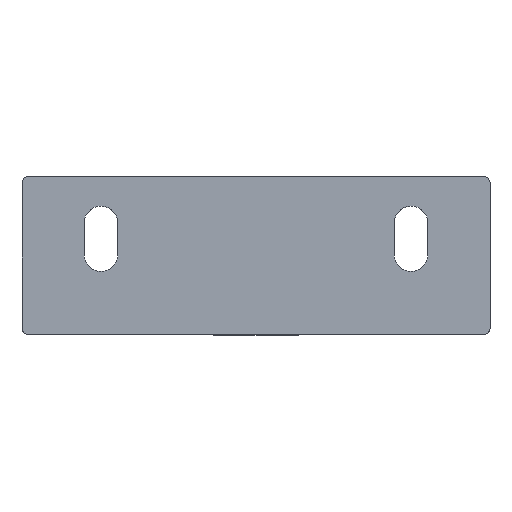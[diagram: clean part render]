
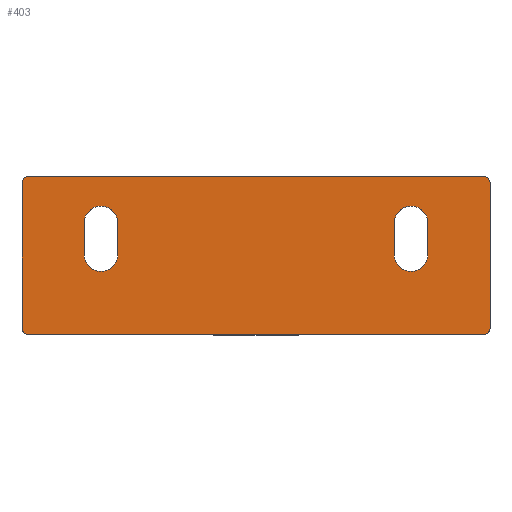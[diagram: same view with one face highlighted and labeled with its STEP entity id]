
A CAD part, top view. The second image highlights one B-rep face of the part: STEP entity #403.
In plain terms, the highlighted planar face has unit normal (0, 0, 1).
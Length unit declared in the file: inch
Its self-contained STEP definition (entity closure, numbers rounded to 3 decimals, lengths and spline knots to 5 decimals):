
#403=ADVANCED_FACE('',(#803,#804,#805),#806,.F.);
#803=FACE_BOUND('',#1779,.T.);
#804=FACE_OUTER_BOUND('',#1780,.T.);
#805=FACE_BOUND('',#1781,.T.);
#806=PLANE('',#1782);
#1779=EDGE_LOOP('',(#2892,#2893,#2894,#2895));
#1780=EDGE_LOOP('',(#2896,#2897,#2898,#2899,#2900,#2901,#2902,#2903,#2904,#2905,#2906,#2907));
#1781=EDGE_LOOP('',(#2908,#2909,#2910,#2911));
#1782=AXIS2_PLACEMENT_3D('',#2912,#2913,#2914);
#2892=ORIENTED_EDGE('',*,*,#3312,.T.);
#2893=ORIENTED_EDGE('',*,*,#2948,.T.);
#2894=ORIENTED_EDGE('',*,*,#2990,.T.);
#2895=ORIENTED_EDGE('',*,*,#3024,.T.);
#2896=ORIENTED_EDGE('',*,*,#3180,.T.);
#2897=ORIENTED_EDGE('',*,*,#3335,.T.);
#2898=ORIENTED_EDGE('',*,*,#3298,.T.);
#2899=ORIENTED_EDGE('',*,*,#2951,.T.);
#2900=ORIENTED_EDGE('',*,*,#3157,.T.);
#2901=ORIENTED_EDGE('',*,*,#3271,.T.);
#2902=ORIENTED_EDGE('',*,*,#3342,.F.);
#2903=ORIENTED_EDGE('',*,*,#3345,.F.);
#2904=ORIENTED_EDGE('',*,*,#3230,.F.);
#2905=ORIENTED_EDGE('',*,*,#3325,.F.);
#2906=ORIENTED_EDGE('',*,*,#3225,.F.);
#2907=ORIENTED_EDGE('',*,*,#3332,.F.);
#2908=ORIENTED_EDGE('',*,*,#3245,.F.);
#2909=ORIENTED_EDGE('',*,*,#3295,.F.);
#2910=ORIENTED_EDGE('',*,*,#3359,.F.);
#2911=ORIENTED_EDGE('',*,*,#3148,.F.);
#2912=CARTESIAN_POINT('',(0.01604,2.00787,0.0));
#2913=DIRECTION('',(0.,0.,-1.0));
#2914=DIRECTION('',(0.,-1.0,0.));
#2948=EDGE_CURVE('',#3416,#3420,#3422,.T.);
#2951=EDGE_CURVE('',#3427,#3425,#3428,.T.);
#2990=EDGE_CURVE('',#3420,#3496,#3497,.T.);
#3024=EDGE_CURVE('',#3496,#3551,#3554,.T.);
#3148=EDGE_CURVE('',#3737,#3739,#3740,.T.);
#3157=EDGE_CURVE('',#3425,#3751,#3754,.T.);
#3180=EDGE_CURVE('',#3788,#3786,#3789,.T.);
#3225=EDGE_CURVE('',#3842,#3844,#3845,.T.);
#3230=EDGE_CURVE('',#3850,#3848,#3852,.T.);
#3245=EDGE_CURVE('',#3869,#3737,#3870,.T.);
#3271=EDGE_CURVE('',#3751,#3899,#3901,.T.);
#3295=EDGE_CURVE('',#3928,#3869,#3930,.T.);
#3298=EDGE_CURVE('',#3932,#3427,#3934,.T.);
#3312=EDGE_CURVE('',#3551,#3416,#3951,.T.);
#3325=EDGE_CURVE('',#3844,#3850,#3965,.T.);
#3332=EDGE_CURVE('',#3788,#3842,#3973,.T.);
#3335=EDGE_CURVE('',#3786,#3932,#3976,.T.);
#3342=EDGE_CURVE('',#3982,#3899,#3984,.T.);
#3345=EDGE_CURVE('',#3848,#3982,#3987,.T.);
#3359=EDGE_CURVE('',#3739,#3928,#4001,.T.);
#3416=VERTEX_POINT('',#4068);
#3420=VERTEX_POINT('',#4073);
#3422=CIRCLE('',#4076,0.06299);
#3425=VERTEX_POINT('',#4079);
#3427=VERTEX_POINT('',#4082);
#3428=LINE('',#4083,#4084);
#3496=VERTEX_POINT('',#4167);
#3497=LINE('',#4168,#4169);
#3551=VERTEX_POINT('',#4250);
#3554=CIRCLE('',#4254,0.06299);
#3737=VERTEX_POINT('',#4519);
#3739=VERTEX_POINT('',#4522);
#3740=CIRCLE('',#4523,0.06299);
#3751=VERTEX_POINT('',#4537);
#3754=CIRCLE('',#4541,0.02362);
#3786=VERTEX_POINT('',#4583);
#3788=VERTEX_POINT('',#4586);
#3789=LINE('',#4587,#4588);
#3842=VERTEX_POINT('',#4659);
#3844=VERTEX_POINT('',#4662);
#3845=CIRCLE('',#4663,0.02362);
#3848=VERTEX_POINT('',#4667);
#3850=VERTEX_POINT('',#4670);
#3852=CIRCLE('',#4673,0.02362);
#3869=VERTEX_POINT('',#4698);
#3870=LINE('',#4699,#4700);
#3899=VERTEX_POINT('',#4751);
#3901=CIRCLE('',#4754,0.02362);
#3928=VERTEX_POINT('',#4786);
#3930=CIRCLE('',#4789,0.06299);
#3932=VERTEX_POINT('',#4791);
#3934=CIRCLE('',#4794,0.02362);
#3951=LINE('',#4814,#4815);
#3965=LINE('',#4832,#4833);
#3973=CIRCLE('',#4842,0.02362);
#3976=CIRCLE('',#4845,0.02362);
#3982=VERTEX_POINT('',#4853);
#3984=LINE('',#4856,#4857);
#3987=CIRCLE('',#4861,0.02362);
#4001=LINE('',#4875,#4876);
#4068=CARTESIAN_POINT('',(0.51724,0.41732,0.0));
#4073=CARTESIAN_POINT('',(0.64323,0.41732,0.0));
#4076=AXIS2_PLACEMENT_3D('',#4935,#4936,#4937);
#4079=CARTESIAN_POINT('',(-0.87551,0.02362,0.0));
#4082=CARTESIAN_POINT('',(-0.87551,0.56693,0.0));
#4083=CARTESIAN_POINT('',(-0.87551,1.22047,0.0));
#4084=VECTOR('',#4939,1.0);
#4167=CARTESIAN_POINT('',(0.64323,0.29921,0.0));
#4168=CARTESIAN_POINT('',(0.64323,1.18307,0.0));
#4169=VECTOR('',#5003,1.0);
#4250=CARTESIAN_POINT('',(0.51724,0.29921,0.0));
#4254=AXIS2_PLACEMENT_3D('',#5064,#5065,#5066);
#4519=CARTESIAN_POINT('',(-0.51724,0.41732,0.0));
#4522=CARTESIAN_POINT('',(-0.64323,0.41732,0.0));
#4523=AXIS2_PLACEMENT_3D('',#5233,#5234,#5235);
#4537=CARTESIAN_POINT('',(-0.86859,0.00692,0.));
#4541=AXIS2_PLACEMENT_3D('',#5246,#5247,#5248);
#4583=CARTESIAN_POINT('',(-0.85189,0.59055,0.0));
#4586=CARTESIAN_POINT('',(0.85189,0.59055,0.0));
#4587=CARTESIAN_POINT('',(0.27773,0.59055,0.));
#4588=VECTOR('',#5275,1.0);
#4659=CARTESIAN_POINT('',(0.86859,0.58363,0.));
#4662=CARTESIAN_POINT('',(0.87551,0.56693,0.0));
#4663=AXIS2_PLACEMENT_3D('',#5331,#5332,#5333);
#4667=CARTESIAN_POINT('',(0.86859,0.00692,0.));
#4670=CARTESIAN_POINT('',(0.87551,0.02362,0.0));
#4673=AXIS2_PLACEMENT_3D('',#5337,#5338,#5339);
#4698=CARTESIAN_POINT('',(-0.51724,0.29921,0.0));
#4699=CARTESIAN_POINT('',(-0.51724,1.18307,0.0));
#4700=VECTOR('',#5351,1.0);
#4751=CARTESIAN_POINT('',(-0.85189,0.,0.0));
#4754=AXIS2_PLACEMENT_3D('',#5389,#5390,#5391);
#4786=CARTESIAN_POINT('',(-0.64323,0.29921,0.0));
#4789=AXIS2_PLACEMENT_3D('',#5419,#5420,#5421);
#4791=CARTESIAN_POINT('',(-0.86859,0.58363,0.));
#4794=AXIS2_PLACEMENT_3D('',#5423,#5424,#5425);
#4814=CARTESIAN_POINT('',(0.51724,1.18307,0.0));
#4815=VECTOR('',#5441,1.0);
#4832=CARTESIAN_POINT('',(0.87551,1.22047,0.0));
#4833=VECTOR('',#5451,1.0);
#4842=AXIS2_PLACEMENT_3D('',#5459,#5460,#5461);
#4845=AXIS2_PLACEMENT_3D('',#5462,#5463,#5464);
#4853=CARTESIAN_POINT('',(0.85189,0.0,0.0));
#4856=CARTESIAN_POINT('',(-0.01318,0.0,0.0));
#4857=VECTOR('',#5471,1.0);
#4861=AXIS2_PLACEMENT_3D('',#5473,#5474,#5475);
#4875=CARTESIAN_POINT('',(-0.64323,1.18307,0.0));
#4876=VECTOR('',#5482,1.0);
#4935=CARTESIAN_POINT('',(0.58024,0.41732,0.0));
#4936=DIRECTION('',(0.,0.,-1.0));
#4937=DIRECTION('',(-1.0,0.,0.));
#4939=DIRECTION('',(0.0,-1.0,0.0));
#5003=DIRECTION('',(0.0,-1.0,0.0));
#5064=CARTESIAN_POINT('',(0.58024,0.29921,0.0));
#5065=DIRECTION('',(0.,0.,-1.0));
#5066=DIRECTION('',(-1.0,0.,0.));
#5233=CARTESIAN_POINT('',(-0.58024,0.41732,0.0));
#5234=DIRECTION('',(0.,0.,1.0));
#5235=DIRECTION('',(1.0,0.,0.));
#5246=CARTESIAN_POINT('',(-0.85189,0.02362,0.0));
#5247=DIRECTION('',(0.,0.,1.0));
#5248=DIRECTION('',(-0.707,-0.707,0.));
#5275=DIRECTION('',(-1.0,0.0,0.0));
#5331=CARTESIAN_POINT('',(0.85189,0.56693,0.0));
#5332=DIRECTION('',(0.,0.,-1.0));
#5333=DIRECTION('',(0.707,0.707,0.));
#5337=CARTESIAN_POINT('',(0.85189,0.02362,0.0));
#5338=DIRECTION('',(0.,0.,-1.0));
#5339=DIRECTION('',(0.707,-0.707,0.));
#5351=DIRECTION('',(0.0,1.0,0.0));
#5389=CARTESIAN_POINT('',(-0.85189,0.02362,0.0));
#5390=DIRECTION('',(0.,0.,1.0));
#5391=DIRECTION('',(-0.707,-0.707,0.));
#5419=CARTESIAN_POINT('',(-0.58024,0.29921,0.0));
#5420=DIRECTION('',(0.,0.,1.0));
#5421=DIRECTION('',(1.0,0.,0.));
#5423=CARTESIAN_POINT('',(-0.85189,0.56693,0.0));
#5424=DIRECTION('',(0.,0.,1.0));
#5425=DIRECTION('',(-0.707,0.707,0.));
#5441=DIRECTION('',(0.0,1.0,0.0));
#5451=DIRECTION('',(0.0,-1.0,0.0));
#5459=CARTESIAN_POINT('',(0.85189,0.56693,0.0));
#5460=DIRECTION('',(0.,0.,-1.0));
#5461=DIRECTION('',(0.707,0.707,0.));
#5462=CARTESIAN_POINT('',(-0.85189,0.56693,0.0));
#5463=DIRECTION('',(0.,0.,1.0));
#5464=DIRECTION('',(-0.707,0.707,0.));
#5471=DIRECTION('',(-1.0,0.0,0.0));
#5473=CARTESIAN_POINT('',(0.85189,0.02362,0.0));
#5474=DIRECTION('',(0.,0.,-1.0));
#5475=DIRECTION('',(0.707,-0.707,0.));
#5482=DIRECTION('',(0.0,-1.0,0.0));
